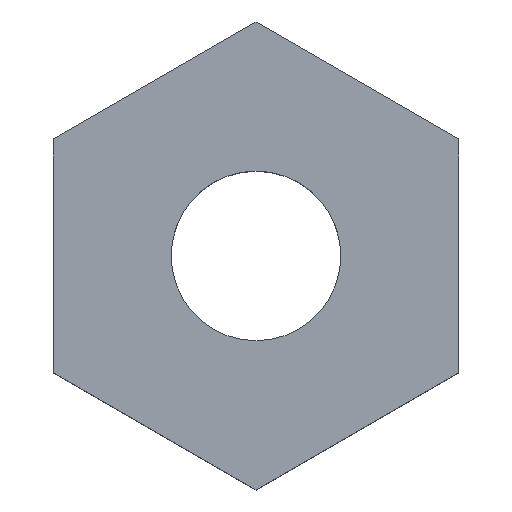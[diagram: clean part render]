
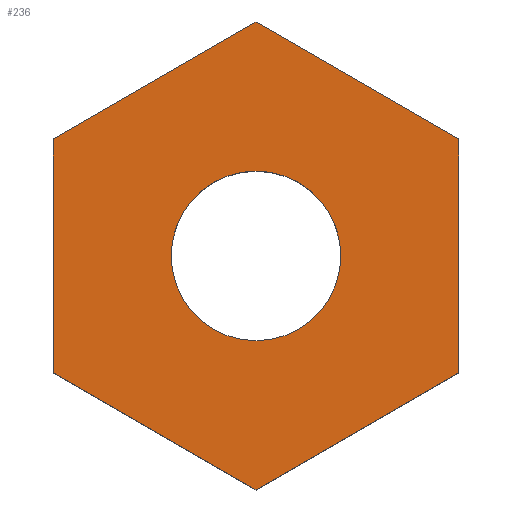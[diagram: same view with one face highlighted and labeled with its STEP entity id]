
A CAD part, top view. The second image highlights one B-rep face of the part: STEP entity #236.
In plain terms, the highlighted planar face has unit normal (0, 0, 1).
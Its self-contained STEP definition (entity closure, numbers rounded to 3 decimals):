
#22 = VERTEX_POINT('',#23);
#23 = CARTESIAN_POINT('',(2.388,-1.378,0.));
#40 = VERTEX_POINT('',#41);
#41 = CARTESIAN_POINT('',(2.388,1.378,0.));
#47 = EDGE_CURVE('',#22,#40,#48,.T.);
#48 = LINE('',#49,#50);
#49 = CARTESIAN_POINT('',(2.388,-1.378,0.));
#50 = VECTOR('',#51,1.);
#51 = DIRECTION('',(0.,1.,0.));
#71 = VERTEX_POINT('',#72);
#72 = CARTESIAN_POINT('',(0.,2.757,0.));
#78 = EDGE_CURVE('',#40,#71,#79,.T.);
#79 = LINE('',#80,#81);
#80 = CARTESIAN_POINT('',(2.388,1.378,0.));
#81 = VECTOR('',#82,1.);
#82 = DIRECTION('',(-0.866,0.5,0.));
#102 = VERTEX_POINT('',#103);
#103 = CARTESIAN_POINT('',(-2.388,1.378,0.));
#109 = EDGE_CURVE('',#71,#102,#110,.T.);
#110 = LINE('',#111,#112);
#111 = CARTESIAN_POINT('',(0.,2.757,0.));
#112 = VECTOR('',#113,1.);
#113 = DIRECTION('',(-0.866,-0.5,0.));
#133 = VERTEX_POINT('',#134);
#134 = CARTESIAN_POINT('',(-2.388,-1.378,0.));
#140 = EDGE_CURVE('',#102,#133,#141,.T.);
#141 = LINE('',#142,#143);
#142 = CARTESIAN_POINT('',(-2.388,1.378,0.));
#143 = VECTOR('',#144,1.);
#144 = DIRECTION('',(0.,-1.,0.));
#164 = VERTEX_POINT('',#165);
#165 = CARTESIAN_POINT('',(0.,-2.757,0.));
#171 = EDGE_CURVE('',#133,#164,#172,.T.);
#172 = LINE('',#173,#174);
#173 = CARTESIAN_POINT('',(-2.388,-1.378,0.));
#174 = VECTOR('',#175,1.);
#175 = DIRECTION('',(0.866,-0.5,0.));
#193 = EDGE_CURVE('',#164,#22,#194,.T.);
#194 = LINE('',#195,#196);
#195 = CARTESIAN_POINT('',(0.,-2.757,0.));
#196 = VECTOR('',#197,1.);
#197 = DIRECTION('',(0.866,0.5,0.));
#208 = VERTEX_POINT('',#209);
#209 = CARTESIAN_POINT('',(1.,0.,0.));
#225 = EDGE_CURVE('',#208,#208,#226,.T.);
#226 = CIRCLE('',#227,1.);
#227 = AXIS2_PLACEMENT_3D('',#228,#229,#230);
#228 = CARTESIAN_POINT('',(0.,0.,0.));
#229 = DIRECTION('',(0.,0.,1.));
#230 = DIRECTION('',(1.,0.,0.));
#236 = ADVANCED_FACE('',(#237,#245),#248,.T.);
#237 = FACE_BOUND('',#238,.T.);
#238 = EDGE_LOOP('',(#239,#240,#241,#242,#243,#244));
#239 = ORIENTED_EDGE('',*,*,#47,.T.);
#240 = ORIENTED_EDGE('',*,*,#78,.T.);
#241 = ORIENTED_EDGE('',*,*,#109,.T.);
#242 = ORIENTED_EDGE('',*,*,#140,.T.);
#243 = ORIENTED_EDGE('',*,*,#171,.T.);
#244 = ORIENTED_EDGE('',*,*,#193,.T.);
#245 = FACE_BOUND('',#246,.F.);
#246 = EDGE_LOOP('',(#247));
#247 = ORIENTED_EDGE('',*,*,#225,.T.);
#248 = PLANE('',#249);
#249 = AXIS2_PLACEMENT_3D('',#250,#251,#252);
#250 = CARTESIAN_POINT('',(0.,0.,0.));
#251 = DIRECTION('',(0.,0.,1.));
#252 = DIRECTION('',(1.,0.,0.));
